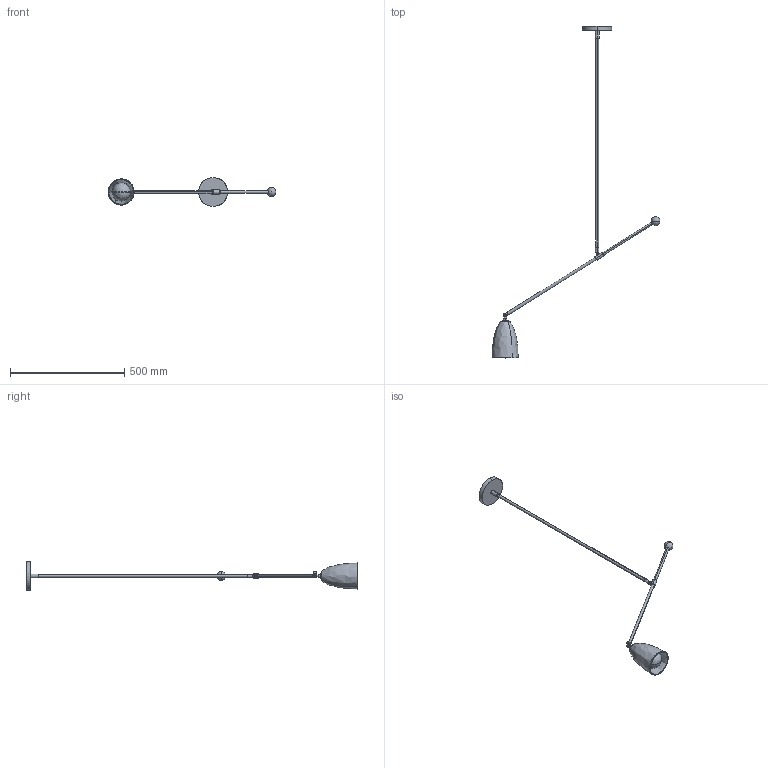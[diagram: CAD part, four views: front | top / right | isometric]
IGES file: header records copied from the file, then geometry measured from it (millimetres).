
Start section: SolidWorks IGES file using analytic representation for surfaces
Global section: file name: Slope Assembly part for igs_defeature.IGS; native system: SolidWorks 2022; preprocessor: SolidWorks 2022; author: Alex Harrington; date: 230928.165124; units: millimetre
Bounding box: 735.24 x 1454.58 x 127 mm (x, y, z)
Surface area: 238137.4 mm2 (no closed solid volume)
Topology: 0 solids, 0 shells, 81 faces, 1605 edges, 1602 vertices
Faces by surface type: bspline 41, revolution 40
